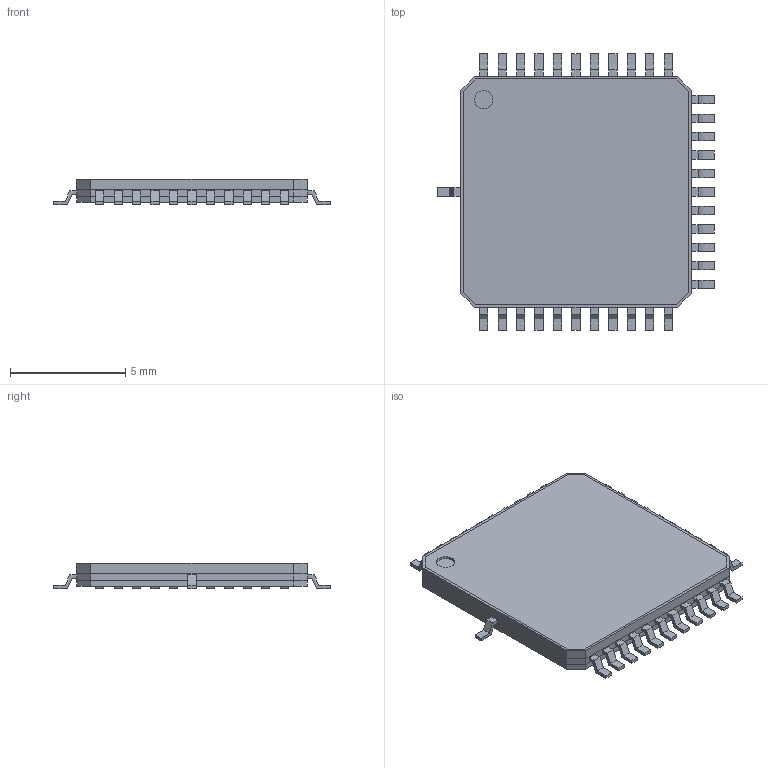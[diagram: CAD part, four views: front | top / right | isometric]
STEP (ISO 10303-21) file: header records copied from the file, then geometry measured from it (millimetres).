
FILE_DESCRIPTION(('FreeCAD Model'),'2;1');
FILE_NAME('tqfp.step','2019-12-12T12:41:48',( 'Author'),(''),'Open CASCADE STEP processor 7.3','FreeCAD','Unknown' );
FILE_SCHEMA(('AUTOMOTIVE_DESIGN { 1 0 10303 214 1 1 1 1 }'));
Length unit declared in the file: millimetre
Products named in the file (5): Array_(Mirror_#3); Array_(Mirror_#2); Array_(Mirror_#1); pata; Cut
Bounding box: 12 x 12 x 1.1 mm (x, y, z)
Volume: 101.6 mm3; surface area: 285.9 mm2
Topology: 35 solids, 35 shells, 369 faces, 883 edges, 586 vertices
Faces by surface type: plane 368, cylinder 1
Full cylindrical faces by diameter (mm): 0.8 x1
Entity records: 22238 total; most frequent: CARTESIAN_POINT 3605, DIRECTION 3391, LINE 2645, VECTOR 2645, ORIENTED_EDGE 1766, PCURVE 1766, DEFINITIONAL_REPRESENTATION 1766, EDGE_CURVE 883
